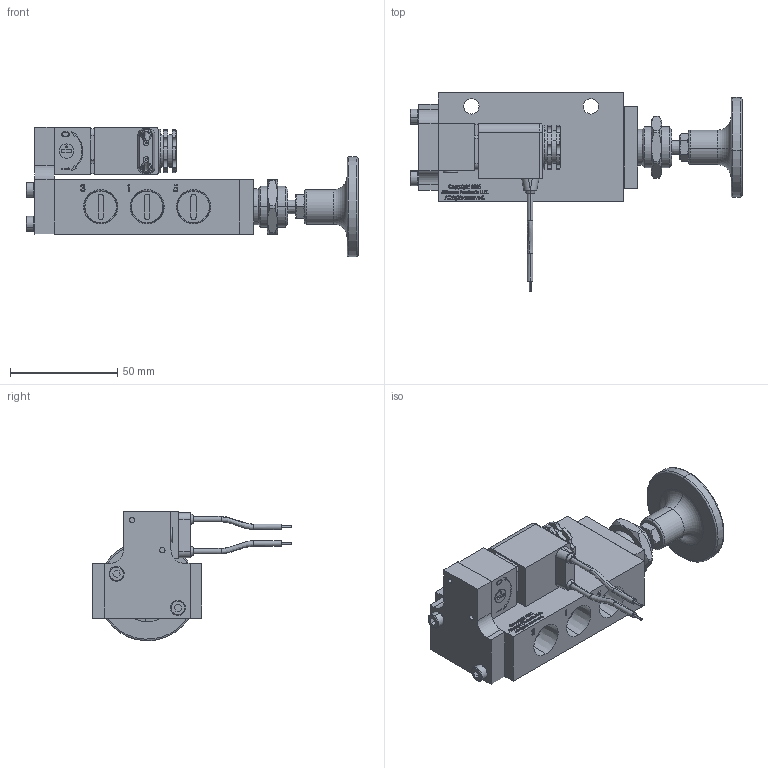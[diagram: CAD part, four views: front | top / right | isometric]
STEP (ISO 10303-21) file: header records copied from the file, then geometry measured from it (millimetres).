
FILE_DESCRIPTION (( 'STEP AP214' ), '1' );
FILE_NAME ('V380110114-DAL-VALVE-.38-NPT-5-2-SOL-PP-12DC.STEP', '2021-07-30T12:23:11', ( '' ), ( '' ), 'SwSTEP 2.0', 'SolidWorks 2018', '' );
FILE_SCHEMA (( 'AUTOMOTIVE_DESIGN' ));
Length unit declared in the file: inch
Products named in the file (1): V380110114-DAL-VALVE-.38-NPT-5-2-SOL-PP-12DC
Bounding box: 154.45 x 92.42 x 60.21 mm (x, y, z)
Volume: 163562.5 mm3; surface area: 38798.4 mm2
Topology: 1 solids, 5 shells, 1913 faces, 4922 edges, 3235 vertices
Faces by surface type: plane 1031, bspline 586, cylinder 163, cone 119, torus 14
Entity records: 108490 total; most frequent: CARTESIAN_POINT 40849, ORIENTED_EDGE 9844, DIRECTION 6756, EDGE_CURVE 4922, VERTEX_POINT 3235, LINE 3148, VECTOR 3148, EDGE_LOOP 2145
